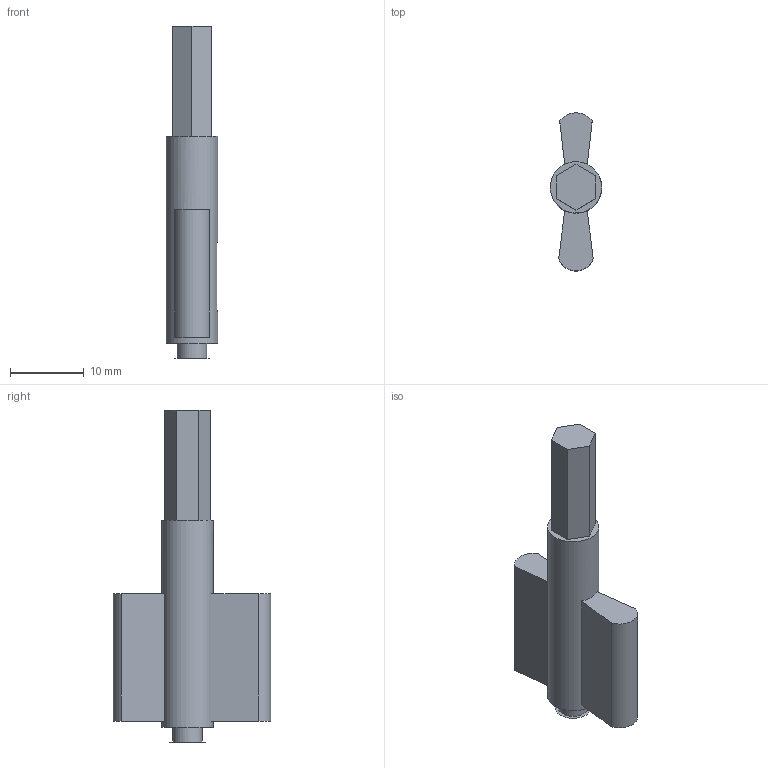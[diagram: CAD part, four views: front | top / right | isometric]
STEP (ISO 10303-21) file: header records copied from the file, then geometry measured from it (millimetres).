
FILE_DESCRIPTION(/* description */ ('','CAx-IF Rec.Pracs.---Representation and Presentation of Product Manufacturing Information (PMI)---4.0---2014-10-13'),/* implementation_level */ '2;1');
FILE_NAME(/* name */ 'protector blank.step',/* time_stamp */ '2024-12-24T09:38:29+01:00',/* author */ (''),/* organization */ (''),/* preprocessor_version */ 'ST-DEVELOPER v20',/* originating_system */ 'Autodesk Translation Framework v13.20.0.188',/* authorisation */ '');
FILE_SCHEMA (('AP242_MANAGED_MODEL_BASED_3D_ENGINEERING_MIM_LF { 1 0 10303 442 1 1 4 }'));
Length unit declared in the file: millimetre
Products named in the file (1): new base model
Bounding box: 6.99 x 21.48 x 45.15 mm (x, y, z)
Volume: 2110.4 mm3; surface area: 1963.8 mm2
Topology: 1 solids, 1 shells, 99 faces, 238 edges, 147 vertices
Faces by surface type: plane 40, bspline 34, cylinder 20, sphere 2, torus 2, cone 1
Full cylindrical faces by diameter (mm): 4 x1, 7 x1
Entity records: 4222 total; most frequent: CARTESIAN_POINT 2129, ORIENTED_EDGE 476, DIRECTION 325, EDGE_CURVE 238, VERTEX_POINT 147, LINE 123, VECTOR 123, EDGE_LOOP 105
